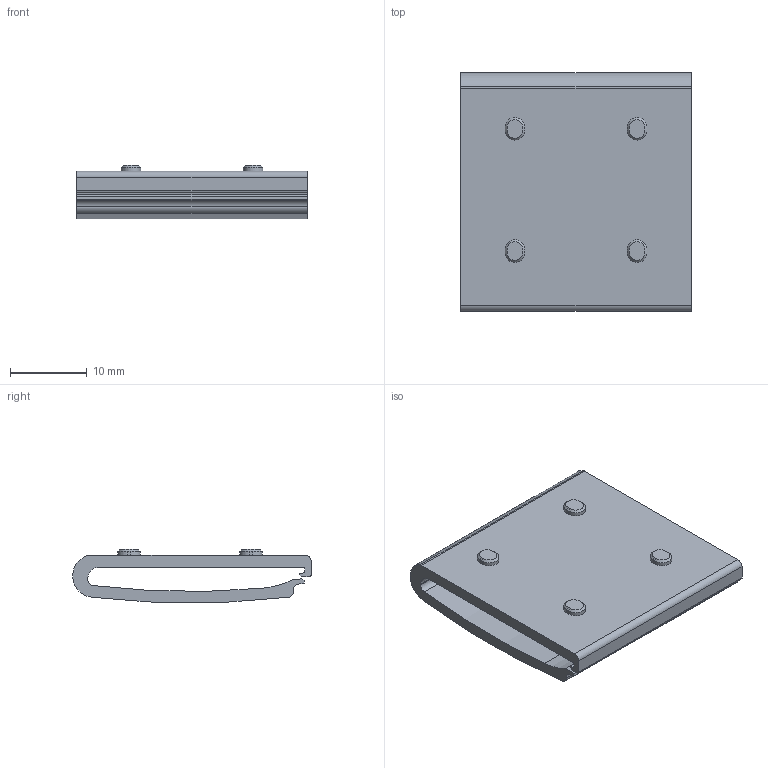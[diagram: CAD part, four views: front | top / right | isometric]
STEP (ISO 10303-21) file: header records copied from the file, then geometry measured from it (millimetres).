
FILE_DESCRIPTION(/* description */ (''),/* implementation_level */ '2;1');
FILE_NAME(/* name */ 'Molle Loop_2.stp',/* time_stamp */ '2024-02-13T19:32:35-05:00',/* author */ ('Ryan'),/* organization */ (''),/* preprocessor_version */ 'ST-DEVELOPER v19',/* originating_system */ 'Autodesk Inventor 2023',/* authorisation */ '');
FILE_SCHEMA (('AUTOMOTIVE_DESIGN { 1 0 10303 214 3 1 1 }'));
Length unit declared in the file: inch
Products named in the file (1): Molle Loop_2
Bounding box: 30 x 30.98 x 6.9 mm (x, y, z)
Volume: 2908.6 mm3; surface area: 4089.7 mm2
Topology: 1 solids, 1 shells, 64 faces, 158 edges, 100 vertices
Faces by surface type: plane 35, cylinder 21, cone 8
Entity records: 1929 total; most frequent: DIRECTION 338, CARTESIAN_POINT 323, ORIENTED_EDGE 316, EDGE_CURVE 158, AXIS2_PLACEMENT_3D 115, LINE 108, VECTOR 108, VERTEX_POINT 100
